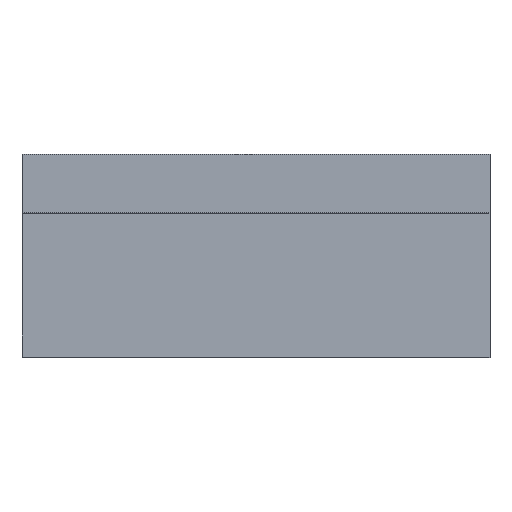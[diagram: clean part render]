
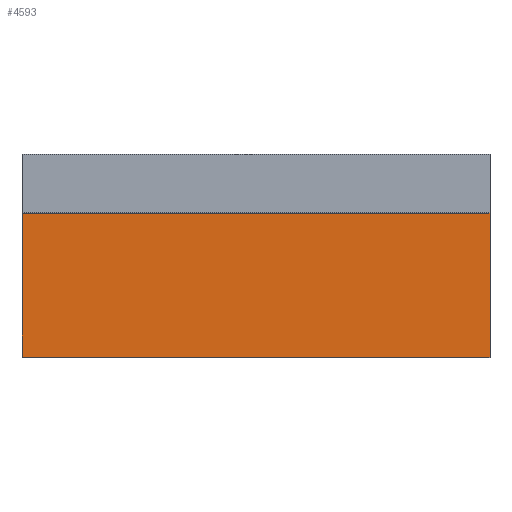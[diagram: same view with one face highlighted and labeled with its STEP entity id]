
A CAD part, top view. The second image highlights one B-rep face of the part: STEP entity #4593.
In plain terms, the highlighted planar face has unit normal (0, 0, 1).
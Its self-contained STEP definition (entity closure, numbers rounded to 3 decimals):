
#218 = EDGE_LOOP ( 'NONE', ( #5306, #3545, #1286, #2727 ) ) ;
#605 = CARTESIAN_POINT ( 'NONE',  ( 5.2, 0.95, 9. ) ) ;
#1286 = ORIENTED_EDGE ( 'NONE', *, *, #5142, .T. ) ;
#2005 = EDGE_CURVE ( 'NONE', #6944, #2359, #6779, .T. ) ;
#2102 = VECTOR ( 'NONE', #8266, 1000. ) ;
#2359 = VERTEX_POINT ( 'NONE', #605 ) ;
#2500 = CARTESIAN_POINT ( 'NONE',  ( 0., 0., 9. ) ) ;
#2542 = AXIS2_PLACEMENT_3D ( 'NONE', #2500, #5394, #5364 ) ;
#2727 = ORIENTED_EDGE ( 'NONE', *, *, #2005, .T. ) ;
#2970 = EDGE_CURVE ( 'NONE', #5835, #8681, #3480, .T. ) ;
#3480 = LINE ( 'NONE', #9315, #5662 ) ;
#3545 = ORIENTED_EDGE ( 'NONE', *, *, #2970, .T. ) ;
#4135 = FACE_OUTER_BOUND ( 'NONE', #218, .T. ) ;
#4328 = LINE ( 'NONE', #6374, #5620 ) ;
#4593 = ADVANCED_FACE ( 'NONE', ( #4135 ), #5289, .T. ) ;
#4868 = DIRECTION ( 'NONE',  ( 0., -1., 0. ) ) ;
#5142 = EDGE_CURVE ( 'NONE', #8681, #6944, #4328, .T. ) ;
#5289 = PLANE ( 'NONE',  #2542 ) ;
#5306 = ORIENTED_EDGE ( 'NONE', *, *, #9206, .F. ) ;
#5364 = DIRECTION ( 'NONE',  ( 1., 0., 0. ) ) ;
#5393 = VECTOR ( 'NONE', #7896, 1000. ) ;
#5394 = DIRECTION ( 'NONE',  ( 0., 0., 1. ) ) ;
#5613 = CARTESIAN_POINT ( 'NONE',  ( -5.2, 0.95, 9. ) ) ;
#5620 = VECTOR ( 'NONE', #9248, 1000. ) ;
#5662 = VECTOR ( 'NONE', #4868, 1000. ) ;
#5835 = VERTEX_POINT ( 'NONE', #9300 ) ;
#6374 = CARTESIAN_POINT ( 'NONE',  ( -5.2, -2.25, 9. ) ) ;
#6779 = LINE ( 'NONE', #8904, #2102 ) ;
#6944 = VERTEX_POINT ( 'NONE', #8243 ) ;
#7896 = DIRECTION ( 'NONE',  ( 1., 0., 0. ) ) ;
#8243 = CARTESIAN_POINT ( 'NONE',  ( 5.2, -2.25, 9. ) ) ;
#8266 = DIRECTION ( 'NONE',  ( 0., 1., 0. ) ) ;
#8606 = CARTESIAN_POINT ( 'NONE',  ( -5.2, -2.25, 9. ) ) ;
#8681 = VERTEX_POINT ( 'NONE', #8606 ) ;
#8904 = CARTESIAN_POINT ( 'NONE',  ( 5.2, 2.25, 9. ) ) ;
#9206 = EDGE_CURVE ( 'NONE', #5835, #2359, #9458, .T. ) ;
#9248 = DIRECTION ( 'NONE',  ( 1., 0., 0. ) ) ;
#9300 = CARTESIAN_POINT ( 'NONE',  ( -5.2, 0.95, 9. ) ) ;
#9315 = CARTESIAN_POINT ( 'NONE',  ( -5.2, 2.25, 9. ) ) ;
#9458 = LINE ( 'NONE', #5613, #5393 ) ;
